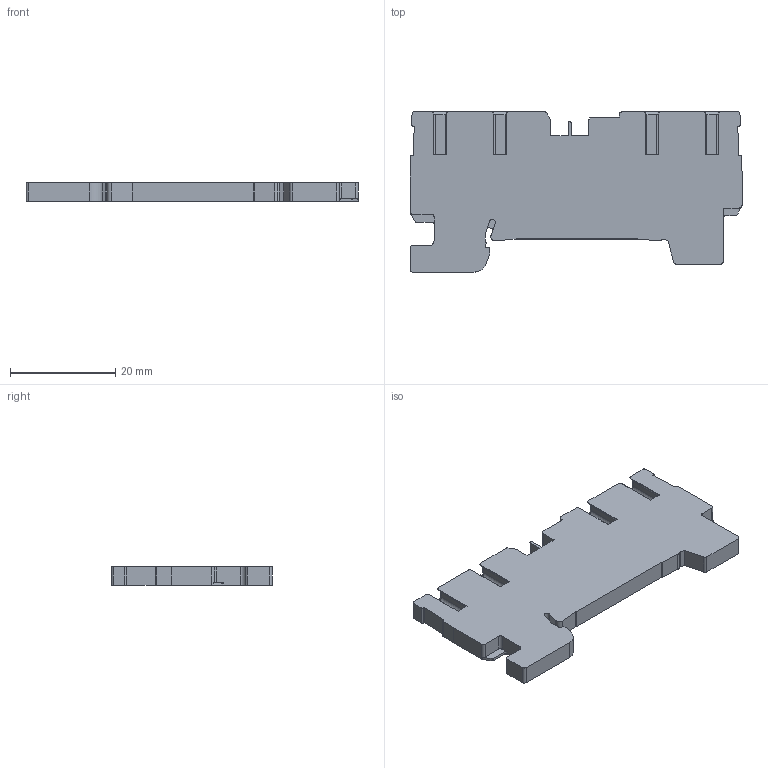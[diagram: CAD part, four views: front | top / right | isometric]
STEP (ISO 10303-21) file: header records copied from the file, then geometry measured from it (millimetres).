
FILE_DESCRIPTION((''),'2;1');
FILE_NAME('PRK1-5_ISO_4A','2019-07-19T',('Christian Carl'),(''),'CREO PARAMETRIC BY PTC INC, 2016380','CREO PARAMETRIC BY PTC INC, 2016380','');
FILE_SCHEMA(('CONFIG_CONTROL_DESIGN'));
Length unit declared in the file: millimetre
Products named in the file (1): PRK1-5_ISO_4A
Bounding box: 63.2 x 30.5 x 3.5 mm (x, y, z)
Volume: 4774.7 mm3; surface area: 4756.6 mm2
Topology: 1 solids, 1 shells, 295 faces, 837 edges, 552 vertices
Faces by surface type: plane 187, cylinder 92, cone 16
Entity records: 9645 total; most frequent: CARTESIAN_POINT 1810, ORIENTED_EDGE 1674, DIRECTION 1593, EDGE_CURVE 837, VECTOR 607, LINE 607, VERTEX_POINT 552, AXIS2_PLACEMENT_3D 493
